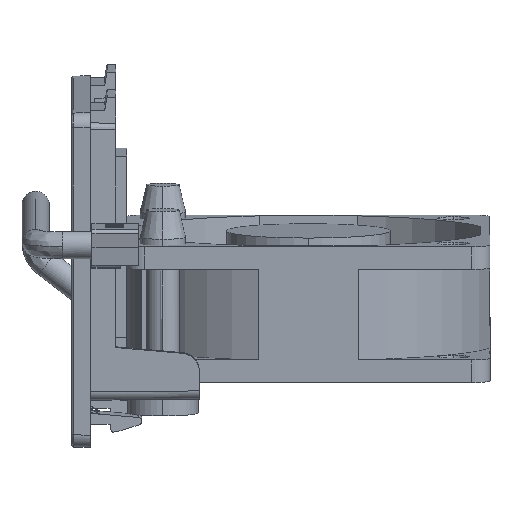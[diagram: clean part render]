
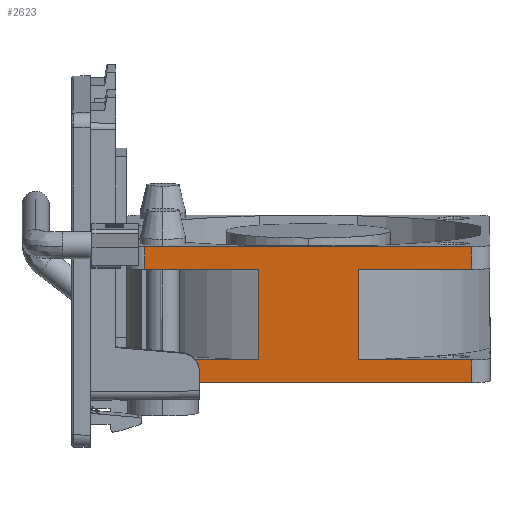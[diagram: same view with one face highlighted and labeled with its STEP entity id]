
A CAD part, left-side view. The second image highlights one B-rep face of the part: STEP entity #2623.
In plain terms, the highlighted planar face has unit normal (-0.996, 0, -0.087).
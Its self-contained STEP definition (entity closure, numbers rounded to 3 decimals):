
#53 = CARTESIAN_POINT ( 'NONE',  ( -84.247, 14.1, 2.691 ) ) ;
#440 = CARTESIAN_POINT ( 'NONE',  ( -84.247, 16.1, 2.691 ) ) ;
#907 = EDGE_CURVE ( 'NONE', #13847, #9886, #10607, .T. ) ;
#1006 = DIRECTION ( 'NONE',  ( 0., 1., 0. ) ) ;
#1209 = EDGE_CURVE ( 'NONE', #14037, #13847, #12406, .T. ) ;
#1253 = DIRECTION ( 'NONE',  ( 0., 1., 0. ) ) ;
#1283 = EDGE_CURVE ( 'NONE', #2757, #2952, #12963, .T. ) ;
#1344 = CARTESIAN_POINT ( 'NONE',  ( -85.336, 16.1, 15.144 ) ) ;
#1524 = DIRECTION ( 'NONE',  ( -0.087, 0., 0.996 ) ) ;
#1875 = CARTESIAN_POINT ( 'NONE',  ( -85.336, 52.1, 15.144 ) ) ;
#2387 = EDGE_CURVE ( 'NONE', #8159, #14037, #13257, .T. ) ;
#2461 = EDGE_CURVE ( 'NONE', #2757, #8159, #12783, .T. ) ;
#2468 = EDGE_CURVE ( 'NONE', #9886, #12180, #12793, .T. ) ;
#2584 = EDGE_CURVE ( 'NONE', #2952, #11937, #11975, .T. ) ;
#2623 = ADVANCED_FACE ( 'NONE', ( #11637 ), #9216, .T. ) ;
#2658 = EDGE_CURVE ( 'NONE', #12180, #7308, #11474, .T. ) ;
#2684 = EDGE_CURVE ( 'NONE', #4901, #11937, #11058, .T. ) ;
#2705 = EDGE_CURVE ( 'NONE', #14242, #4901, #10925, .T. ) ;
#2709 = EDGE_CURVE ( 'NONE', #5844, #14242, #10958, .T. ) ;
#2711 = EDGE_CURVE ( 'NONE', #7308, #5844, #10898, .T. ) ;
#2757 = VERTEX_POINT ( 'NONE', #6888 ) ;
#2952 = VERTEX_POINT ( 'NONE', #12148 ) ;
#3652 = CARTESIAN_POINT ( 'NONE',  ( -85.336, 16.1, 15.144 ) ) ;
#3842 = DIRECTION ( 'NONE',  ( 0., -1., 0. ) ) ;
#3877 = CARTESIAN_POINT ( 'NONE',  ( -85.336, 16.1, 15.144 ) ) ;
#3917 = CARTESIAN_POINT ( 'NONE',  ( -84.247, 52.1, 2.691 ) ) ;
#4116 = CARTESIAN_POINT ( 'NONE',  ( -85.118, 52.1, 12.653 ) ) ;
#4484 = CARTESIAN_POINT ( 'NONE',  ( -85.118, 14.1, 12.653 ) ) ;
#4552 = DIRECTION ( 'NONE',  ( 0., -1., 0. ) ) ;
#4901 = VERTEX_POINT ( 'NONE', #10310 ) ;
#4916 = CARTESIAN_POINT ( 'NONE',  ( -85.118, 39.628, 12.653 ) ) ;
#5271 = DIRECTION ( 'NONE',  ( -0.087, 0., 0.996 ) ) ;
#5844 = VERTEX_POINT ( 'NONE', #4116 ) ;
#6132 = CARTESIAN_POINT ( 'NONE',  ( -84.02, 52.1, 0.104 ) ) ;
#6352 = DIRECTION ( 'NONE',  ( -0.087, 0., 0.996 ) ) ;
#6768 = CARTESIAN_POINT ( 'NONE',  ( -85.336, 14.1, 15.144 ) ) ;
#6888 = CARTESIAN_POINT ( 'NONE',  ( -84.029, 16.1, 0.201 ) ) ;
#7308 = VERTEX_POINT ( 'NONE', #1875 ) ;
#7458 = CARTESIAN_POINT ( 'NONE',  ( -84.247, 28.572, 2.691 ) ) ;
#8159 = VERTEX_POINT ( 'NONE', #440 ) ;
#8381 = EDGE_LOOP ( 'NONE', ( #10805, #10866, #10880, #10894, #10929, #10953, #10972, #11009, #11024, #11038, #11051, #11136 ) ) ;
#8410 = CARTESIAN_POINT ( 'NONE',  ( -85.118, 14.1, 12.653 ) ) ;
#9216 = PLANE ( 'NONE',  #9293 ) ;
#9293 = AXIS2_PLACEMENT_3D ( 'NONE', #6768, #9442, #9469 ) ;
#9442 = DIRECTION ( 'NONE',  ( -0.996, 0., -0.087 ) ) ;
#9469 = DIRECTION ( 'NONE',  ( -0.087, 0., 0.996 ) ) ;
#9886 = VERTEX_POINT ( 'NONE', #12386 ) ;
#9980 = CARTESIAN_POINT ( 'NONE',  ( -85.118, 28.572, 12.653 ) ) ;
#10267 = DIRECTION ( 'NONE',  ( 0., 1., 0. ) ) ;
#10310 = CARTESIAN_POINT ( 'NONE',  ( -84.247, 39.628, 2.691 ) ) ;
#10482 = VECTOR ( 'NONE', #4552, 1000. ) ;
#10607 = LINE ( 'NONE', #4484, #10482 ) ;
#10805 = ORIENTED_EDGE ( 'NONE', *, *, #2658, .T. ) ;
#10866 = ORIENTED_EDGE ( 'NONE', *, *, #2711, .T. ) ;
#10868 = CARTESIAN_POINT ( 'NONE',  ( -85.336, 52.1, 15.144 ) ) ;
#10869 = VECTOR ( 'NONE', #3842, 1000. ) ;
#10880 = ORIENTED_EDGE ( 'NONE', *, *, #2709, .T. ) ;
#10884 = VECTOR ( 'NONE', #14060, 1000. ) ;
#10894 = ORIENTED_EDGE ( 'NONE', *, *, #2705, .T. ) ;
#10898 = LINE ( 'NONE', #10868, #10884 ) ;
#10925 = LINE ( 'NONE', #13422, #10945 ) ;
#10929 = ORIENTED_EDGE ( 'NONE', *, *, #2684, .T. ) ;
#10945 = VECTOR ( 'NONE', #14020, 1000. ) ;
#10953 = ORIENTED_EDGE ( 'NONE', *, *, #2584, .F. ) ;
#10958 = LINE ( 'NONE', #8410, #10869 ) ;
#10963 = VECTOR ( 'NONE', #1006, 1000. ) ;
#10972 = ORIENTED_EDGE ( 'NONE', *, *, #1283, .F. ) ;
#11009 = ORIENTED_EDGE ( 'NONE', *, *, #2461, .T. ) ;
#11024 = ORIENTED_EDGE ( 'NONE', *, *, #2387, .T. ) ;
#11038 = ORIENTED_EDGE ( 'NONE', *, *, #1209, .T. ) ;
#11051 = ORIENTED_EDGE ( 'NONE', *, *, #907, .T. ) ;
#11058 = LINE ( 'NONE', #53, #10963 ) ;
#11136 = ORIENTED_EDGE ( 'NONE', *, *, #2468, .T. ) ;
#11407 = VECTOR ( 'NONE', #10267, 1000. ) ;
#11416 = CARTESIAN_POINT ( 'NONE',  ( -84.247, 14.1, 2.691 ) ) ;
#11474 = LINE ( 'NONE', #12065, #11407 ) ;
#11637 = FACE_OUTER_BOUND ( 'NONE', #8381, .T. ) ;
#11807 = VECTOR ( 'NONE', #6352, 1000. ) ;
#11929 = DIRECTION ( 'NONE',  ( 0., 1., 0. ) ) ;
#11937 = VERTEX_POINT ( 'NONE', #3917 ) ;
#11975 = LINE ( 'NONE', #6132, #11807 ) ;
#11989 = CARTESIAN_POINT ( 'NONE',  ( -84.029, 34.1, 0.201 ) ) ;
#12065 = CARTESIAN_POINT ( 'NONE',  ( -85.336, 14.1, 15.144 ) ) ;
#12148 = CARTESIAN_POINT ( 'NONE',  ( -84.029, 52.1, 0.201 ) ) ;
#12180 = VERTEX_POINT ( 'NONE', #3652 ) ;
#12386 = CARTESIAN_POINT ( 'NONE',  ( -85.118, 16.1, 12.653 ) ) ;
#12406 = LINE ( 'NONE', #12965, #12507 ) ;
#12507 = VECTOR ( 'NONE', #12919, 1000. ) ;
#12724 = VECTOR ( 'NONE', #5271, 1000. ) ;
#12783 = LINE ( 'NONE', #1344, #12915 ) ;
#12793 = LINE ( 'NONE', #3877, #12724 ) ;
#12915 = VECTOR ( 'NONE', #1524, 1000. ) ;
#12919 = DIRECTION ( 'NONE',  ( -0.087, 0., 0.996 ) ) ;
#12963 = LINE ( 'NONE', #11989, #12986 ) ;
#12965 = CARTESIAN_POINT ( 'NONE',  ( -85.336, 28.572, 15.144 ) ) ;
#12986 = VECTOR ( 'NONE', #11929, 1000. ) ;
#13166 = VECTOR ( 'NONE', #1253, 1000. ) ;
#13257 = LINE ( 'NONE', #11416, #13166 ) ;
#13422 = CARTESIAN_POINT ( 'NONE',  ( -85.336, 39.628, 15.144 ) ) ;
#13847 = VERTEX_POINT ( 'NONE', #9980 ) ;
#14020 = DIRECTION ( 'NONE',  ( 0.087, 0., -0.996 ) ) ;
#14037 = VERTEX_POINT ( 'NONE', #7458 ) ;
#14060 = DIRECTION ( 'NONE',  ( 0.087, 0., -0.996 ) ) ;
#14242 = VERTEX_POINT ( 'NONE', #4916 ) ;
